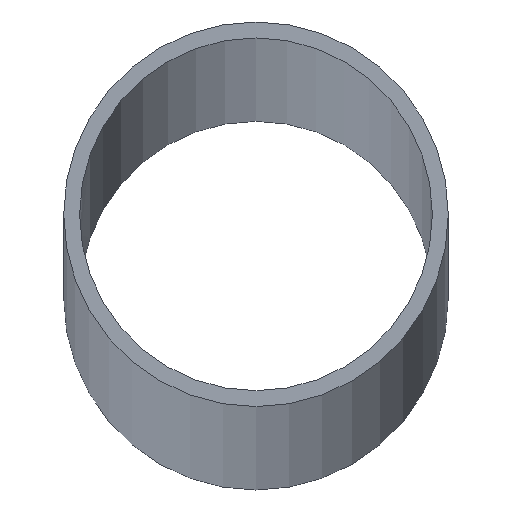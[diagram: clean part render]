
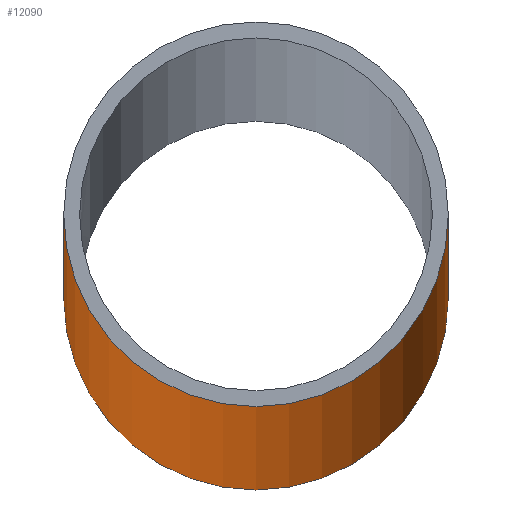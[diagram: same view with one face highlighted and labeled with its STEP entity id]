
A CAD part, top view. The second image highlights one B-rep face of the part: STEP entity #12090.
In plain terms, the highlighted cylindrical face has radius 24.15 mm (diameter 48.3 mm), a full revolution.
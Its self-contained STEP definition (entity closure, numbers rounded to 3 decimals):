
#201 = CARTESIAN_POINT ( 'NONE',  ( 0., 0., -3000. ) ) ;
#239 = AXIS2_PLACEMENT_3D ( 'NONE', #7121, #3244, #8212 ) ;
#885 = VERTEX_POINT ( 'NONE', #5559 ) ;
#1044 = VERTEX_POINT ( 'NONE', #2626 ) ;
#1082 = CIRCLE ( 'NONE', #239, 24.15 ) ;
#1255 = CARTESIAN_POINT ( 'NONE',  ( 0., 0., 3000. ) ) ;
#1350 = FACE_OUTER_BOUND ( 'NONE', #8440, .T. ) ;
#1389 = AXIS2_PLACEMENT_3D ( 'NONE', #201, #2942, #6868 ) ;
#1560 = EDGE_LOOP ( 'NONE', ( #7639 ) ) ;
#2062 = AXIS2_PLACEMENT_3D ( 'NONE', #1255, #10005, #10971 ) ;
#2363 = EDGE_CURVE ( 'NONE', #1044, #1044, #1082, .T. ) ;
#2626 = CARTESIAN_POINT ( 'NONE',  ( 24.15, 0., 3000. ) ) ;
#2942 = DIRECTION ( 'NONE',  ( 0., 0., 1. ) ) ;
#3244 = DIRECTION ( 'NONE',  ( 0., 0., 1. ) ) ;
#5361 = EDGE_CURVE ( 'NONE', #885, #885, #8435, .T. ) ;
#5559 = CARTESIAN_POINT ( 'NONE',  ( 24.15, 0., -3000. ) ) ;
#5854 = CYLINDRICAL_SURFACE ( 'NONE', #2062, 24.15 ) ;
#6713 = ORIENTED_EDGE ( 'NONE', *, *, #5361, .T. ) ;
#6868 = DIRECTION ( 'NONE',  ( 1., 0., 0. ) ) ;
#7121 = CARTESIAN_POINT ( 'NONE',  ( 0., 0., 3000. ) ) ;
#7639 = ORIENTED_EDGE ( 'NONE', *, *, #2363, .F. ) ;
#8212 = DIRECTION ( 'NONE',  ( 1., 0., 0. ) ) ;
#8435 = CIRCLE ( 'NONE', #1389, 24.15 ) ;
#8440 = EDGE_LOOP ( 'NONE', ( #6713 ) ) ;
#10005 = DIRECTION ( 'NONE',  ( 0., 0., -1. ) ) ;
#10971 = DIRECTION ( 'NONE',  ( -1., 0., 0. ) ) ;
#10983 = FACE_OUTER_BOUND ( 'NONE', #1560, .T. ) ;
#12090 = ADVANCED_FACE ( 'NONE', ( #10983, #1350 ), #5854, .T. ) ;
